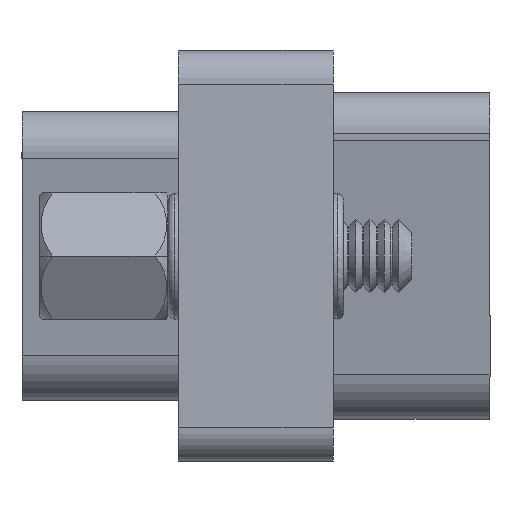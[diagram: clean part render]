
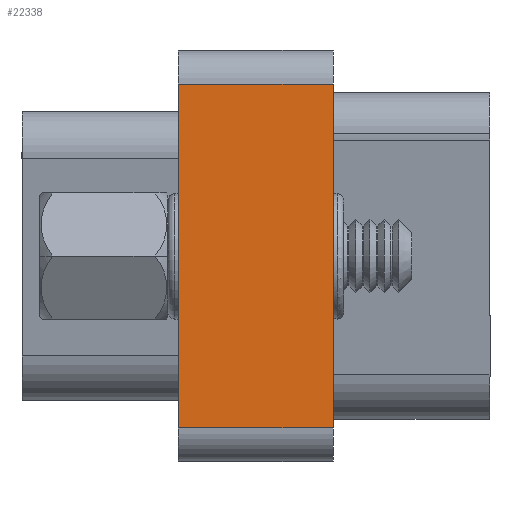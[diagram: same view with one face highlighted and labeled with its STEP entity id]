
A CAD part, left-side view. The second image highlights one B-rep face of the part: STEP entity #22338.
In plain terms, the highlighted planar face has unit normal (-1, 0, 0).
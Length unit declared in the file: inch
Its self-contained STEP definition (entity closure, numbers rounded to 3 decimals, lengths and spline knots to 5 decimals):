
#209 = EDGE_CURVE ( 'NONE', #43347, #48649, #44990, .T. ) ;
#1322 = PLANE ( 'NONE',  #46198 ) ;
#1650 = DIRECTION ( 'NONE',  ( 0., 0., -1. ) ) ;
#6657 = DIRECTION ( 'NONE',  ( 0., 1., 0. ) ) ;
#7171 = EDGE_CURVE ( 'NONE', #48649, #29199, #25343, .T. ) ;
#7263 = ORIENTED_EDGE ( 'NONE', *, *, #209, .T. ) ;
#10098 = CARTESIAN_POINT ( 'NONE',  ( -1.325, 0.115, 0.255 ) ) ;
#10678 = DIRECTION ( 'NONE',  ( 0., 0., 1. ) ) ;
#11444 = CARTESIAN_POINT ( 'NONE',  ( -1.325, 0.115, 0.305 ) ) ;
#12434 = FACE_OUTER_BOUND ( 'NONE', #27181, .T. ) ;
#20679 = EDGE_CURVE ( 'NONE', #29199, #26420, #35702, .T. ) ;
#22338 = ADVANCED_FACE ( 'NONE', ( #12434 ), #1322, .F. ) ;
#25343 = LINE ( 'NONE', #26316, #37218 ) ;
#26316 = CARTESIAN_POINT ( 'NONE',  ( -1.325, -0.115, 0.305 ) ) ;
#26420 = VERTEX_POINT ( 'NONE', #10098 ) ;
#27181 = EDGE_LOOP ( 'NONE', ( #46583, #50516, #54828, #7263 ) ) ;
#29199 = VERTEX_POINT ( 'NONE', #51028 ) ;
#31674 = VECTOR ( 'NONE', #59784, 39.37008 ) ;
#35543 = CARTESIAN_POINT ( 'NONE',  ( -1.325, 0.115, -0.255 ) ) ;
#35702 = LINE ( 'NONE', #36341, #46024 ) ;
#36177 = CARTESIAN_POINT ( 'NONE',  ( -1.325, 0.115, -0.255 ) ) ;
#36341 = CARTESIAN_POINT ( 'NONE',  ( -1.325, 0.115, 0.255 ) ) ;
#36829 = LINE ( 'NONE', #47241, #38416 ) ;
#37218 = VECTOR ( 'NONE', #10678, 39.37008 ) ;
#38416 = VECTOR ( 'NONE', #42359, 39.37008 ) ;
#39860 = EDGE_CURVE ( 'NONE', #43347, #26420, #36829, .T. ) ;
#40777 = CARTESIAN_POINT ( 'NONE',  ( -1.325, -0.115, -0.255 ) ) ;
#42359 = DIRECTION ( 'NONE',  ( 0., 0., 1. ) ) ;
#43347 = VERTEX_POINT ( 'NONE', #35543 ) ;
#44990 = LINE ( 'NONE', #36177, #31674 ) ;
#46024 = VECTOR ( 'NONE', #6657, 39.37008 ) ;
#46198 = AXIS2_PLACEMENT_3D ( 'NONE', #11444, #46316, #1650 ) ;
#46316 = DIRECTION ( 'NONE',  ( 1., 0., 0. ) ) ;
#46583 = ORIENTED_EDGE ( 'NONE', *, *, #7171, .T. ) ;
#47241 = CARTESIAN_POINT ( 'NONE',  ( -1.325, 0.115, 0.305 ) ) ;
#48649 = VERTEX_POINT ( 'NONE', #40777 ) ;
#50516 = ORIENTED_EDGE ( 'NONE', *, *, #20679, .T. ) ;
#51028 = CARTESIAN_POINT ( 'NONE',  ( -1.325, -0.115, 0.255 ) ) ;
#54828 = ORIENTED_EDGE ( 'NONE', *, *, #39860, .F. ) ;
#59784 = DIRECTION ( 'NONE',  ( 0., -1., 0. ) ) ;
